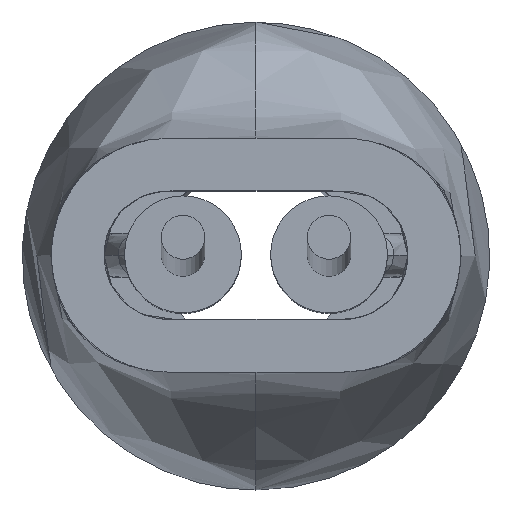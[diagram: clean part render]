
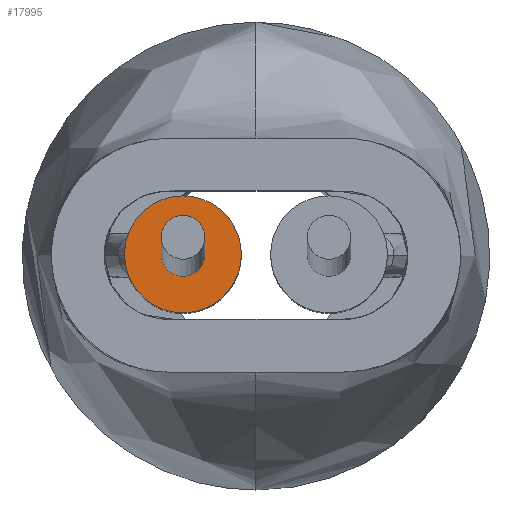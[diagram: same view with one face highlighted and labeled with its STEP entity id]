
A CAD part, top view. The second image highlights one B-rep face of the part: STEP entity #17995.
In plain terms, the highlighted planar face has unit normal (0, 0, 1).
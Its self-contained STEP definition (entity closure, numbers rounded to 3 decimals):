
#1309 = ORIENTED_EDGE ( 'NONE', *, *, #10651, .T. ) ;
#1689 = CARTESIAN_POINT ( 'NONE',  ( -2.5, 0., 133. ) ) ;
#1971 = CIRCLE ( 'NONE', #3635, 2. ) ;
#3369 = DIRECTION ( 'NONE',  ( 1., 0., 0. ) ) ;
#3433 = EDGE_CURVE ( 'NONE', #19207, #13749, #15352, .T. ) ;
#3635 = AXIS2_PLACEMENT_3D ( 'NONE', #14640, #4696, #16316 ) ;
#4696 = DIRECTION ( 'NONE',  ( 0., 0., 1. ) ) ;
#7186 = EDGE_LOOP ( 'NONE', ( #15868, #1309 ) ) ;
#7809 = PLANE ( 'NONE',  #16025 ) ;
#9478 = DIRECTION ( 'NONE',  ( 0., 0., 1. ) ) ;
#10247 = CARTESIAN_POINT ( 'NONE',  ( -4.5, 0., 133. ) ) ;
#10651 = EDGE_CURVE ( 'NONE', #13749, #19207, #1971, .T. ) ;
#11549 = CARTESIAN_POINT ( 'NONE',  ( -0.5, 0., 133. ) ) ;
#13306 = DIRECTION ( 'NONE',  ( 0., 0., 1. ) ) ;
#13749 = VERTEX_POINT ( 'NONE', #11549 ) ;
#14640 = CARTESIAN_POINT ( 'NONE',  ( -2.5, 0., 133. ) ) ;
#15352 = CIRCLE ( 'NONE', #20998, 2. ) ;
#15868 = ORIENTED_EDGE ( 'NONE', *, *, #3433, .T. ) ;
#16025 = AXIS2_PLACEMENT_3D ( 'NONE', #17771, #9478, #21130 ) ;
#16316 = DIRECTION ( 'NONE',  ( 1., 0., 0. ) ) ;
#17771 = CARTESIAN_POINT ( 'NONE',  ( -2.5, 0., 133. ) ) ;
#17995 = ADVANCED_FACE ( 'NONE', ( #20935 ), #7809, .T. ) ;
#19207 = VERTEX_POINT ( 'NONE', #10247 ) ;
#20935 = FACE_OUTER_BOUND ( 'NONE', #7186, .T. ) ;
#20998 = AXIS2_PLACEMENT_3D ( 'NONE', #1689, #13306, #3369 ) ;
#21130 = DIRECTION ( 'NONE',  ( 1., 0., 0. ) ) ;
